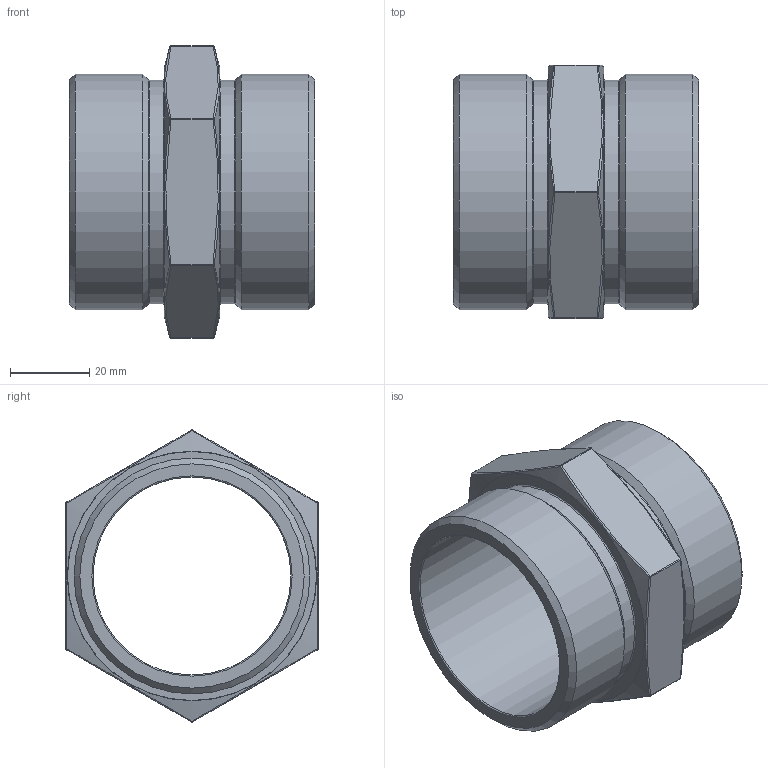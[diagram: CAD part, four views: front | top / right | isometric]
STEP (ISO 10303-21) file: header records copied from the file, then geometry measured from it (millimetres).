
FILE_DESCRIPTION (( 'STEP AP214' ), '1' );
FILE_NAME ('DN-200-6KZ-I 2308.STEP', '2023-08-07T13:10:12', ( '' ), ( '' ), 'SwSTEP 2.0', 'SolidWorks 2019', '' );
FILE_SCHEMA (( 'AUTOMOTIVE_DESIGN' ));
Length unit declared in the file: millimetre
Products named in the file (1): DN-200-6KZ-I 2308
Bounding box: 62 x 64 x 73.81 mm (x, y, z)
Volume: 58453.7 mm3; surface area: 25031.5 mm2
Topology: 1 solids, 1 shells, 239 faces, 595 edges, 375 vertices
Faces by surface type: plane 115, bspline 87, sphere 12, cylinder 11, torus 8, cone 6
Full cylindrical faces by diameter (mm): 50 x1, 56.5 x2, 59.614 x2
Entity records: 13596 total; most frequent: CARTESIAN_POINT 6688, ORIENTED_EDGE 1130, DIRECTION 755, EDGE_CURVE 565, VERTEX_POINT 372, VECTOR 333, LINE 333, EDGE_LOOP 285
